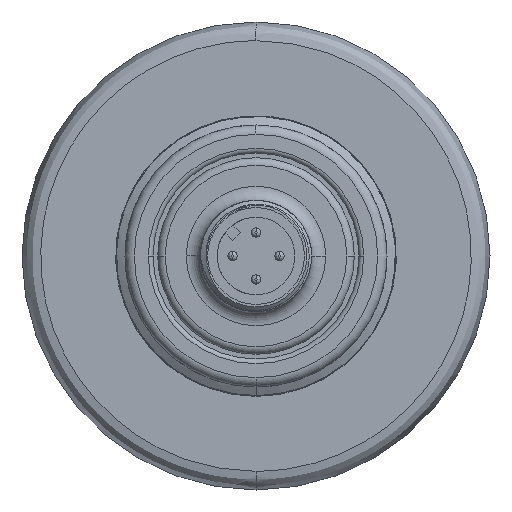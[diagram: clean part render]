
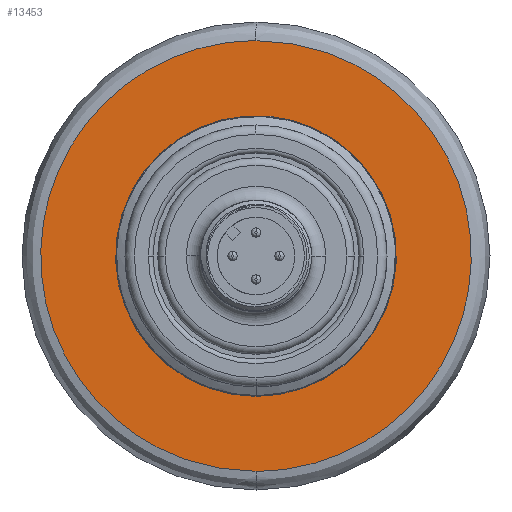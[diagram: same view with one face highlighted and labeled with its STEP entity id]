
A CAD part, front view. The second image highlights one B-rep face of the part: STEP entity #13453.
In plain terms, the highlighted planar face has unit normal (0, -1, 0).
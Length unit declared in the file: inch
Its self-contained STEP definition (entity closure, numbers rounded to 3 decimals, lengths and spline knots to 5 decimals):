
#2192=CARTESIAN_POINT('',(0.,0.90551,
-0.90551));
#2193=CARTESIAN_POINT('',(-0.11853,0.90551,
-0.90553));
#2194=CARTESIAN_POINT('',(-0.35554,0.90551,
-0.85836));
#2195=CARTESIAN_POINT('',(-0.65696,0.90551,
-0.65696));
#2196=CARTESIAN_POINT('',(-0.85836,0.90551,
-0.35555));
#2197=CARTESIAN_POINT('',(-0.92909,0.90551,
0.));
#2198=CARTESIAN_POINT('',(-0.85836,0.90551,
0.35555));
#2199=CARTESIAN_POINT('',(-0.65696,0.90551,
0.65696));
#2200=CARTESIAN_POINT('',(-0.35554,0.90551,
0.85836));
#2201=CARTESIAN_POINT('',(-0.11853,0.90551,
0.90553));
#2202=CARTESIAN_POINT('',(0.,0.90551,
0.90551));
#2204=CARTESIAN_POINT('',(0.,0.90551,
0.90551));
#2205=CARTESIAN_POINT('',(0.11853,0.90551,
0.90553));
#2206=CARTESIAN_POINT('',(0.35554,0.90551,
0.85836));
#2207=CARTESIAN_POINT('',(0.65696,0.90551,
0.65696));
#2208=CARTESIAN_POINT('',(0.85836,0.90551,
0.35555));
#2209=CARTESIAN_POINT('',(0.92909,0.90551,
0.));
#2210=CARTESIAN_POINT('',(0.85836,0.90551,
-0.35555));
#2211=CARTESIAN_POINT('',(0.65696,0.90551,
-0.65696));
#2212=CARTESIAN_POINT('',(0.35554,0.90551,
-0.85836));
#2213=CARTESIAN_POINT('',(0.11853,0.90551,
-0.90553));
#2214=CARTESIAN_POINT('',(0.,0.90551,
-0.90551));
#2216=CARTESIAN_POINT('',(0.,0.90551,0.));
#2217=DIRECTION('',(0.,-1.,0.));
#2218=DIRECTION('',(-0.244,0.,0.97));
#2219=AXIS2_PLACEMENT_3D('',#2216,#2217,#2218);
#2221=CARTESIAN_POINT('',(0.,0.90551,0.));
#2222=DIRECTION('',(0.,-1.,0.));
#2223=DIRECTION('',(0.,0.,-1.));
#2224=AXIS2_PLACEMENT_3D('',#2221,#2222,#2223);
#10172=CARTESIAN_POINT('',(-0.14393,0.90551,
0.57274));
#10173=CARTESIAN_POINT('',(0.,0.90551,-0.59055));
#10174=VERTEX_POINT('',#10172);
#10175=VERTEX_POINT('',#10173);
#10241=VERTEX_POINT('',#2192);
#10242=VERTEX_POINT('',#2202);
#13438=CARTESIAN_POINT('',(0.,0.90551,0.));
#13439=DIRECTION('',(0.,-1.,0.));
#13440=DIRECTION('',(0.,0.,1.));
#13441=AXIS2_PLACEMENT_3D('',#13438,#13439,#13440);
#13442=PLANE('',#13441);
#13443=ORIENTED_EDGE('',*,*,#13311,.T.);
#13444=ORIENTED_EDGE('',*,*,#13432,.T.);
#13445=EDGE_LOOP('',(#13443,#13444));
#13446=FACE_OUTER_BOUND('',#13445,.F.);
#13448=ORIENTED_EDGE('',*,*,#13447,.T.);
#13450=ORIENTED_EDGE('',*,*,#13449,.T.);
#13451=EDGE_LOOP('',(#13448,#13450));
#13452=FACE_BOUND('',#13451,.F.);
#13453=ADVANCED_FACE('',(#13446,#13452),#13442,.T.);
#2203=B_SPLINE_CURVE_WITH_KNOTS('',3,(#2192,#2193,#2194,#2195,#2196,#2197,#2198,
#2199,#2200,#2201,#2202),.UNSPECIFIED.,.F.,.F.,(4,1,1,1,1,1,1,1,4),(0.,
0.125,0.25,0.375,0.5,0.625,0.75,0.875,1.),.UNSPECIFIED.);
#2215=B_SPLINE_CURVE_WITH_KNOTS('',3,(#2204,#2205,#2206,#2207,#2208,#2209,#2210,
#2211,#2212,#2213,#2214),.UNSPECIFIED.,.F.,.F.,(4,1,1,1,1,1,1,1,4),(0.,
0.125,0.25,0.375,0.5,0.625,0.75,0.875,1.),.UNSPECIFIED.);
#2220=CIRCLE('',#2219,0.59055);
#2225=CIRCLE('',#2224,0.59055);
#13311=EDGE_CURVE('',#10241,#10242,#2203,.T.);
#13432=EDGE_CURVE('',#10242,#10241,#2215,.T.);
#13447=EDGE_CURVE('',#10174,#10175,#2220,.T.);
#13449=EDGE_CURVE('',#10175,#10174,#2225,.T.);
